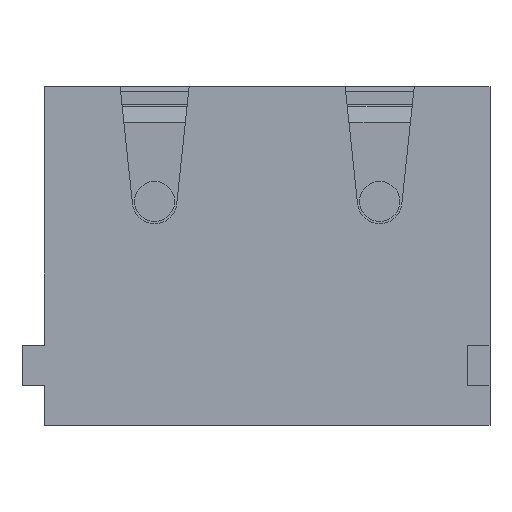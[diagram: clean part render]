
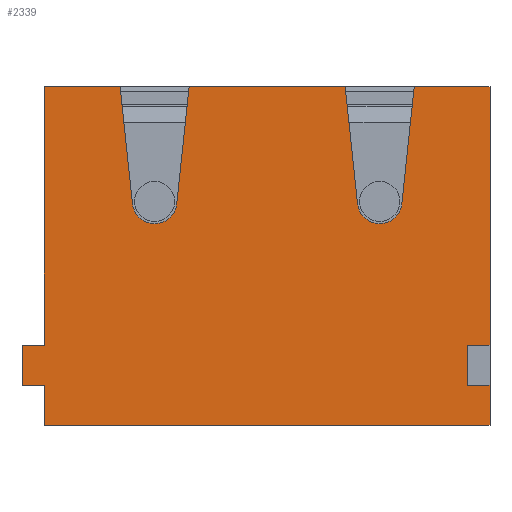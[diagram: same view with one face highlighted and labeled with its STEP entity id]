
A CAD part, front view. The second image highlights one B-rep face of the part: STEP entity #2339.
In plain terms, the highlighted planar face has unit normal (0, -1, 0).
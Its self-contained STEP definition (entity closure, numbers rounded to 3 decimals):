
#96=CIRCLE('',#2523,0.5);
#97=CIRCLE('',#2524,0.5);
#249=FACE_OUTER_BOUND('',#385,.T.);
#385=EDGE_LOOP('',(#1685,#1686,#1687,#1688,#1689,#1690,#1691,#1692,#1693,
#1694,#1695,#1696,#1697,#1698,#1699,#1700,#1701,#1702,#1703,#1704));
#507=LINE('',#3342,#755);
#511=LINE('',#3351,#759);
#514=LINE('',#3356,#762);
#547=LINE('',#3484,#795);
#551=LINE('',#3492,#799);
#556=LINE('',#3501,#804);
#561=LINE('',#3509,#809);
#565=LINE('',#3517,#813);
#567=LINE('',#3520,#815);
#575=LINE('',#3536,#823);
#581=LINE('',#3547,#829);
#583=LINE('',#3551,#831);
#584=LINE('',#3554,#832);
#585=LINE('',#3556,#833);
#586=LINE('',#3559,#834);
#587=LINE('',#3561,#835);
#588=LINE('',#3563,#836);
#589=LINE('',#3564,#837);
#755=VECTOR('',#2685,0.5);
#759=VECTOR('',#2691,0.5);
#762=VECTOR('',#2696,0.9);
#795=VECTOR('',#2807,0.9);
#799=VECTOR('',#2811,5.8);
#804=VECTOR('',#2818,0.9);
#809=VECTOR('',#2823,5.8);
#813=VECTOR('',#2829,1.7);
#815=VECTOR('',#2831,1.7);
#823=VECTOR('',#2839,3.5);
#829=VECTOR('',#2847,10.);
#831=VECTOR('',#2851,2.642);
#832=VECTOR('',#2854,2.642);
#833=VECTOR('',#2855,2.642);
#834=VECTOR('',#2858,2.642);
#835=VECTOR('',#2859,0.5);
#836=VECTOR('',#2860,0.9);
#837=VECTOR('',#2861,0.5);
#1002=VERTEX_POINT('',#3338);
#1004=VERTEX_POINT('',#3341);
#1007=VERTEX_POINT('',#3348);
#1008=VERTEX_POINT('',#3350);
#1064=VERTEX_POINT('',#3482);
#1065=VERTEX_POINT('',#3483);
#1068=VERTEX_POINT('',#3489);
#1069=VERTEX_POINT('',#3491);
#1072=VERTEX_POINT('',#3500);
#1075=VERTEX_POINT('',#3507);
#1078=VERTEX_POINT('',#3515);
#1079=VERTEX_POINT('',#3519);
#1086=VERTEX_POINT('',#3533);
#1087=VERTEX_POINT('',#3535);
#1092=VERTEX_POINT('',#3550);
#1093=VERTEX_POINT('',#3552);
#1094=VERTEX_POINT('',#3555);
#1095=VERTEX_POINT('',#3557);
#1096=VERTEX_POINT('',#3560);
#1097=VERTEX_POINT('',#3562);
#1221=EDGE_CURVE('',#1004,#1002,#507,.T.);
#1225=EDGE_CURVE('',#1008,#1007,#511,.T.);
#1228=EDGE_CURVE('',#1002,#1008,#514,.T.);
#1290=EDGE_CURVE('',#1064,#1065,#547,.T.);
#1294=EDGE_CURVE('',#1068,#1069,#551,.T.);
#1299=EDGE_CURVE('',#1004,#1072,#556,.T.);
#1304=EDGE_CURVE('',#1075,#1007,#561,.T.);
#1308=EDGE_CURVE('',#1078,#1075,#565,.T.);
#1310=EDGE_CURVE('',#1069,#1079,#567,.T.);
#1318=EDGE_CURVE('',#1086,#1087,#575,.T.);
#1324=EDGE_CURVE('',#1072,#1064,#581,.T.);
#1326=EDGE_CURVE('',#1092,#1078,#583,.T.);
#1327=EDGE_CURVE('',#1093,#1092,#96,.T.);
#1328=EDGE_CURVE('',#1087,#1093,#584,.T.);
#1329=EDGE_CURVE('',#1094,#1086,#585,.T.);
#1330=EDGE_CURVE('',#1095,#1094,#97,.T.);
#1331=EDGE_CURVE('',#1079,#1095,#586,.T.);
#1332=EDGE_CURVE('',#1096,#1068,#587,.T.);
#1333=EDGE_CURVE('',#1097,#1096,#588,.T.);
#1334=EDGE_CURVE('',#1097,#1065,#589,.T.);
#1685=ORIENTED_EDGE('',*,*,#1326,.F.);
#1686=ORIENTED_EDGE('',*,*,#1327,.F.);
#1687=ORIENTED_EDGE('',*,*,#1328,.F.);
#1688=ORIENTED_EDGE('',*,*,#1318,.F.);
#1689=ORIENTED_EDGE('',*,*,#1329,.F.);
#1690=ORIENTED_EDGE('',*,*,#1330,.F.);
#1691=ORIENTED_EDGE('',*,*,#1331,.F.);
#1692=ORIENTED_EDGE('',*,*,#1310,.F.);
#1693=ORIENTED_EDGE('',*,*,#1294,.F.);
#1694=ORIENTED_EDGE('',*,*,#1332,.F.);
#1695=ORIENTED_EDGE('',*,*,#1333,.F.);
#1696=ORIENTED_EDGE('',*,*,#1334,.T.);
#1697=ORIENTED_EDGE('',*,*,#1290,.F.);
#1698=ORIENTED_EDGE('',*,*,#1324,.F.);
#1699=ORIENTED_EDGE('',*,*,#1299,.F.);
#1700=ORIENTED_EDGE('',*,*,#1221,.T.);
#1701=ORIENTED_EDGE('',*,*,#1228,.T.);
#1702=ORIENTED_EDGE('',*,*,#1225,.T.);
#1703=ORIENTED_EDGE('',*,*,#1304,.F.);
#1704=ORIENTED_EDGE('',*,*,#1308,.F.);
#2242=PLANE('',#2522);
#2339=ADVANCED_FACE('',(#249),#2242,.T.);
#2522=AXIS2_PLACEMENT_3D('',#3549,#2849,#2850);
#2523=AXIS2_PLACEMENT_3D('',#3553,#2852,#2853);
#2524=AXIS2_PLACEMENT_3D('',#3558,#2856,#2857);
#2685=DIRECTION('',(-1.,0.,0.));
#2691=DIRECTION('',(1.,0.,0.));
#2696=DIRECTION('',(0.,0.,1.));
#2807=DIRECTION('',(0.,0.,1.));
#2811=DIRECTION('',(0.,0.,1.));
#2818=DIRECTION('',(0.,0.,-1.));
#2823=DIRECTION('',(0.,0.,-1.));
#2829=DIRECTION('',(1.,0.,0.));
#2831=DIRECTION('',(1.,0.,0.));
#2839=DIRECTION('',(1.,0.,0.));
#2847=DIRECTION('',(-1.,0.,0.));
#2849=DIRECTION('center_axis',(0.,-1.,0.));
#2850=DIRECTION('ref_axis',(0.,0.,-1.));
#2851=DIRECTION('',(0.105,0.,0.994));
#2852=DIRECTION('center_axis',(0.,-1.,0.));
#2853=DIRECTION('ref_axis',(0.,0.,1.));
#2854=DIRECTION('',(0.105,0.,-0.994));
#2855=DIRECTION('',(0.105,0.,0.994));
#2856=DIRECTION('center_axis',(0.,-1.,0.));
#2857=DIRECTION('ref_axis',(0.,0.,-1.));
#2858=DIRECTION('',(0.105,0.,-0.994));
#2859=DIRECTION('',(1.,0.,0.));
#2860=DIRECTION('',(0.,0.,1.));
#2861=DIRECTION('',(1.,0.,0.));
#3338=CARTESIAN_POINT('',(4.5,0.,-2.9));
#3341=CARTESIAN_POINT('',(5.,0.,-2.9));
#3342=CARTESIAN_POINT('',(5.,0.,-2.9));
#3348=CARTESIAN_POINT('',(5.,0.,-2.));
#3350=CARTESIAN_POINT('',(4.5,0.,-2.));
#3351=CARTESIAN_POINT('',(4.5,0.,-2.));
#3356=CARTESIAN_POINT('',(4.5,0.,-2.9));
#3482=CARTESIAN_POINT('',(-5.,0.,-3.8));
#3483=CARTESIAN_POINT('',(-5.,0.,-2.9));
#3484=CARTESIAN_POINT('',(-5.,0.,-3.8));
#3489=CARTESIAN_POINT('',(-5.,0.,-2.));
#3491=CARTESIAN_POINT('',(-5.,0.,3.8));
#3492=CARTESIAN_POINT('',(-5.,0.,-2.));
#3500=CARTESIAN_POINT('',(5.,0.,-3.8));
#3501=CARTESIAN_POINT('',(5.,0.,-2.9));
#3507=CARTESIAN_POINT('',(5.,0.,3.8));
#3509=CARTESIAN_POINT('',(5.,0.,3.8));
#3515=CARTESIAN_POINT('',(3.3,0.,3.8));
#3517=CARTESIAN_POINT('',(3.3,0.,3.8));
#3519=CARTESIAN_POINT('',(-3.3,0.,3.8));
#3520=CARTESIAN_POINT('',(-5.,0.,3.8));
#3533=CARTESIAN_POINT('',(-1.75,0.,3.8));
#3535=CARTESIAN_POINT('',(1.75,0.,3.8));
#3536=CARTESIAN_POINT('',(-1.75,0.,3.8));
#3547=CARTESIAN_POINT('',(5.,0.,-3.8));
#3549=CARTESIAN_POINT('Origin',(0.,0.,0.));
#3550=CARTESIAN_POINT('',(3.022,0.,1.172));
#3551=CARTESIAN_POINT('',(3.022,0.,1.172));
#3552=CARTESIAN_POINT('',(2.028,0.,1.172));
#3553=CARTESIAN_POINT('Origin',(2.525,0.,1.225));
#3554=CARTESIAN_POINT('',(1.75,0.,3.8));
#3555=CARTESIAN_POINT('',(-2.028,0.,1.172));
#3556=CARTESIAN_POINT('',(-2.028,0.,1.172));
#3557=CARTESIAN_POINT('',(-3.022,0.,1.172));
#3558=CARTESIAN_POINT('Origin',(-2.525,0.,1.225));
#3559=CARTESIAN_POINT('',(-3.3,0.,3.8));
#3560=CARTESIAN_POINT('',(-5.5,0.,-2.));
#3561=CARTESIAN_POINT('',(-5.5,0.,-2.));
#3562=CARTESIAN_POINT('',(-5.5,0.,-2.9));
#3563=CARTESIAN_POINT('',(-5.5,0.,-2.9));
#3564=CARTESIAN_POINT('',(-5.5,0.,-2.9));
